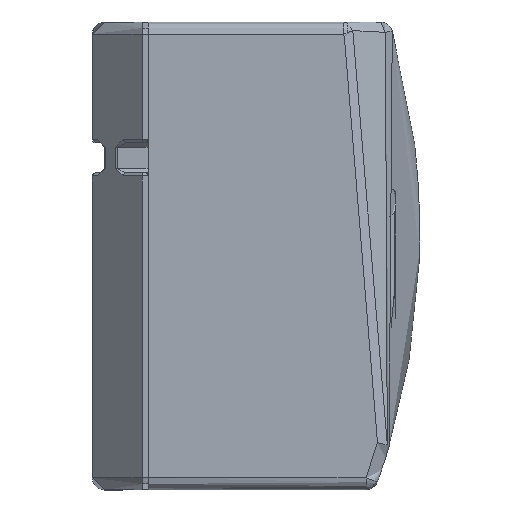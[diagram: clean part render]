
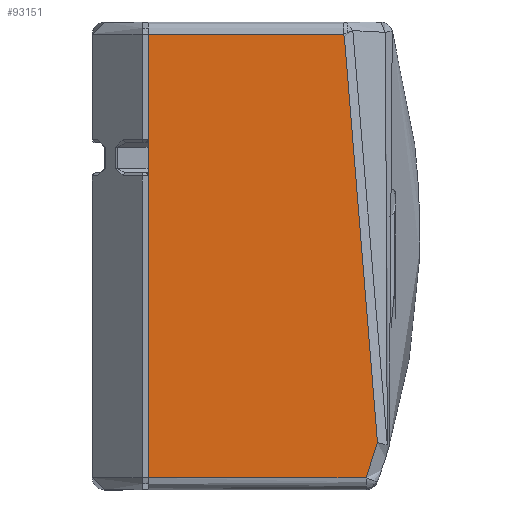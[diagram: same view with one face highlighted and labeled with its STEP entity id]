
A CAD part, left-side view. The second image highlights one B-rep face of the part: STEP entity #93151.
In plain terms, the highlighted planar face has unit normal (-1, 0, 0).
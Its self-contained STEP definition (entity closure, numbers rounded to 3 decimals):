
#392 = CARTESIAN_POINT ( 'NONE',  ( -120., -146.984, 217.355 ) ) ;
#2822 = CARTESIAN_POINT ( 'NONE',  ( -120., -158.039, 158.608 ) ) ;
#10175 = ORIENTED_EDGE ( 'NONE', *, *, #47167, .T. ) ;
#11867 = DIRECTION ( 'NONE',  ( -1., 0., 0. ) ) ;
#12043 = CARTESIAN_POINT ( 'NONE',  ( -120., -152.877, -0.121 ) ) ;
#18315 = CARTESIAN_POINT ( 'NONE',  ( -120., -130.921, 269. ) ) ;
#21891 = CARTESIAN_POINT ( 'NONE',  ( -120., -152.877, -0.121 ) ) ;
#22524 = LINE ( 'NONE', #122842, #95318 ) ;
#26067 = ORIENTED_EDGE ( 'NONE', *, *, #37493, .T. ) ;
#31945 = CARTESIAN_POINT ( 'NONE',  ( -120., -161.921, 79.033 ) ) ;
#36420 = CARTESIAN_POINT ( 'NONE',  ( -120., -130.921, 269. ) ) ;
#37493 = EDGE_CURVE ( 'NONE', #93949, #117252, #226717, .T. ) ;
#40188 = CARTESIAN_POINT ( 'NONE',  ( -120., -154.19, 183.942 ) ) ;
#43287 = DIRECTION ( 'NONE',  ( 0., 0., -1. ) ) ;
#45673 = CARTESIAN_POINT ( 'NONE',  ( -120., -159.646, 44.935 ) ) ;
#46624 = CARTESIAN_POINT ( 'NONE',  ( -120., -1., -23.5 ) ) ;
#46880 = CARTESIAN_POINT ( 'NONE',  ( -120., -130.363, 270.5 ) ) ;
#47167 = EDGE_CURVE ( 'NONE', #117252, #213714, #22524, .T. ) ;
#50593 = CARTESIAN_POINT ( 'NONE',  ( -120., -157.515, 27.97 ) ) ;
#50624 = VERTEX_POINT ( 'NONE', #170857 ) ;
#57607 = CARTESIAN_POINT ( 'NONE',  ( -120., -161.766, 113.211 ) ) ;
#58821 = CARTESIAN_POINT ( 'NONE',  ( -120., -148.974, 209.046 ) ) ;
#58962 = VECTOR ( 'NONE', #84282, 1000. ) ;
#60038 = CARTESIAN_POINT ( 'NONE',  ( -120., -142.481, 233.836 ) ) ;
#60714 = CARTESIAN_POINT ( 'NONE',  ( -120., -76.41, -23.5 ) ) ;
#61910 = LINE ( 'NONE', #154056, #199422 ) ;
#66534 = EDGE_CURVE ( 'NONE', #213714, #118298, #61910, .T. ) ;
#69238 = CARTESIAN_POINT ( 'NONE',  ( -120., -155.448, 13.88 ) ) ;
#70453 = CARTESIAN_POINT ( 'NONE',  ( -120., -143.262, 231.097 ) ) ;
#75029 = CARTESIAN_POINT ( 'NONE',  ( -120., -161.229, 124.588 ) ) ;
#76251 = CARTESIAN_POINT ( 'NONE',  ( -120., -152.555, 192.328 ) ) ;
#78685 = CARTESIAN_POINT ( 'NONE',  ( -120., -160.863, 130.269 ) ) ;
#84027 = CARTESIAN_POINT ( 'NONE',  ( -120., -76.41, 125.164 ) ) ;
#84282 = DIRECTION ( 'NONE',  ( 0., -1., 0. ) ) ;
#87702 = DIRECTION ( 'NONE',  ( 0., 0., -1. ) ) ;
#93151 = ADVANCED_FACE ( 'NONE', ( #222026 ), #182304, .T. ) ;
#93949 = VERTEX_POINT ( 'NONE', #18315 ) ;
#95318 = VECTOR ( 'NONE', #236103, 1000. ) ;
#96128 = CARTESIAN_POINT ( 'NONE',  ( -120., -130.921, 269. ) ) ;
#105406 = CARTESIAN_POINT ( 'NONE',  ( -120., -152.877, -0.121 ) ) ;
#113588 = CARTESIAN_POINT ( 'NONE',  ( -120., -150.824, 200.7 ) ) ;
#116027 = CARTESIAN_POINT ( 'NONE',  ( -120., -155.609, 175.52 ) ) ;
#117248 = CARTESIAN_POINT ( 'NONE',  ( -120., -156.884, 167.074 ) ) ;
#117252 = VERTEX_POINT ( 'NONE', #46880 ) ;
#118298 = VERTEX_POINT ( 'NONE', #46624 ) ;
#119736 = ORIENTED_EDGE ( 'NONE', *, *, #234330, .T. ) ;
#122842 = CARTESIAN_POINT ( 'NONE',  ( -120., -76.41, 270.5 ) ) ;
#126428 = CARTESIAN_POINT ( 'NONE',  ( -120., -162.161, 90.421 ) ) ;
#127672 = CARTESIAN_POINT ( 'NONE',  ( -120., -159.096, 150.132 ) ) ;
#132910 = EDGE_CURVE ( 'NONE', #212090, #93949, #140398, .T. ) ;
#132950 = ORIENTED_EDGE ( 'NONE', *, *, #132910, .T. ) ;
#140243 = LINE ( 'NONE', #60714, #58962 ) ;
#140398 = B_SPLINE_CURVE_WITH_KNOTS ( 'NONE', 3,
 ( #12043, #180017, #69238, #163804, #50593, #161332, #45673, #237249, #31945, #126428, #202355, #57607, #75029, #78685, #226823, #127672, #2822, #190716, #117248, #116027, #40188, #76251, #189496, #113588, #58821, #392, #229272, #70453, #60038, #150933, #152155, #154604, #96128 ),
 .UNSPECIFIED., .F., .F.,
 ( 4, 1, 2, 2, 2, 2, 2, 2, 1, 2, 2, 1, 2, 2, 1, 1, 2, 2, 4 ),
 ( 0., 0.062, 0.094, 0.125, 0.25, 0.375, 0.437, 0.5, 0.562, 0.594, 0.625, 0.687, 0.719, 0.75, 0.812, 0.844, 0.859, 0.875, 1. ),
 .UNSPECIFIED. ) ;
#150933 = CARTESIAN_POINT ( 'NONE',  ( -120., -142.085, 235.202 ) ) ;
#152155 = CARTESIAN_POINT ( 'NONE',  ( -120., -138.462, 247.513 ) ) ;
#154056 = CARTESIAN_POINT ( 'NONE',  ( -120., -1., 125.164 ) ) ;
#154604 = CARTESIAN_POINT ( 'NONE',  ( -120., -134.875, 258.323 ) ) ;
#161332 = CARTESIAN_POINT ( 'NONE',  ( -120., -157.891, 30.796 ) ) ;
#161400 = CARTESIAN_POINT ( 'NONE',  ( -120., -150.565, -7.977 ) ) ;
#163804 = CARTESIAN_POINT ( 'NONE',  ( -120., -156.717, 22.329 ) ) ;
#165537 = VECTOR ( 'NONE', #209251, 1000. ) ;
#170857 = CARTESIAN_POINT ( 'NONE',  ( -120., -145.356, -23.5 ) ) ;
#174965 = B_SPLINE_CURVE_WITH_KNOTS ( 'NONE', 3,
 ( #177628, #199993, #161400, #105406 ),
 .UNSPECIFIED., .F., .F.,
 ( 4, 4 ),
 ( 0., 1. ),
 .UNSPECIFIED. ) ;
#177628 = CARTESIAN_POINT ( 'NONE',  ( -120., -145.356, -23.5 ) ) ;
#180017 = CARTESIAN_POINT ( 'NONE',  ( -120., -153.963, 5.469 ) ) ;
#182197 = AXIS2_PLACEMENT_3D ( 'NONE', #84027, #11867, #87702 ) ;
#182304 = PLANE ( 'NONE',  #182197 ) ;
#189496 = CARTESIAN_POINT ( 'NONE',  ( -120., -151.417, 197.911 ) ) ;
#190716 = CARTESIAN_POINT ( 'NONE',  ( -120., -157.285, 164.253 ) ) ;
#196670 = EDGE_CURVE ( 'NONE', #118298, #50624, #140243, .T. ) ;
#198370 = ORIENTED_EDGE ( 'NONE', *, *, #66534, .T. ) ;
#199422 = VECTOR ( 'NONE', #43287, 1000. ) ;
#199993 = CARTESIAN_POINT ( 'NONE',  ( -120., -148.058, -15.77 ) ) ;
#202355 = CARTESIAN_POINT ( 'NONE',  ( -120., -161.938, 107.517 ) ) ;
#203825 = EDGE_LOOP ( 'NONE', ( #119736, #132950, #26067, #10175, #198370, #204348 ) ) ;
#204348 = ORIENTED_EDGE ( 'NONE', *, *, #196670, .T. ) ;
#209251 = DIRECTION ( 'NONE',  ( 0., 0.349, 0.937 ) ) ;
#212090 = VERTEX_POINT ( 'NONE', #21891 ) ;
#212239 = CARTESIAN_POINT ( 'NONE',  ( -120., -1., 270.5 ) ) ;
#213714 = VERTEX_POINT ( 'NONE', #212239 ) ;
#222026 = FACE_OUTER_BOUND ( 'NONE', #203825, .T. ) ;
#226717 = LINE ( 'NONE', #36420, #165537 ) ;
#226823 = CARTESIAN_POINT ( 'NONE',  ( -120., -159.936, 141.629 ) ) ;
#229272 = CARTESIAN_POINT ( 'NONE',  ( -120., -144.415, 226.984 ) ) ;
#234330 = EDGE_CURVE ( 'NONE', #50624, #212090, #174965, .T. ) ;
#236103 = DIRECTION ( 'NONE',  ( 0., 1., 0. ) ) ;
#237249 = CARTESIAN_POINT ( 'NONE',  ( -120., -160.662, 56.281 ) ) ;
